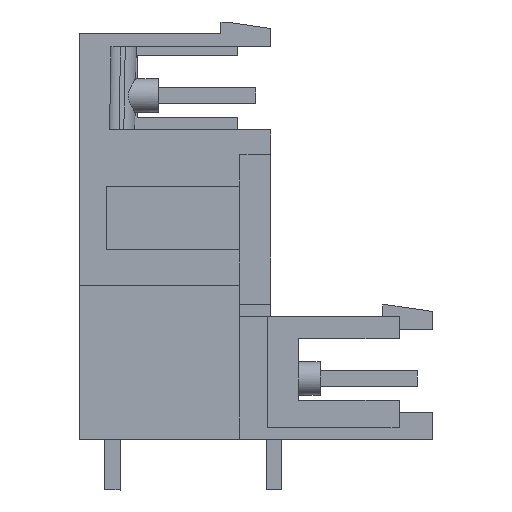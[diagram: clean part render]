
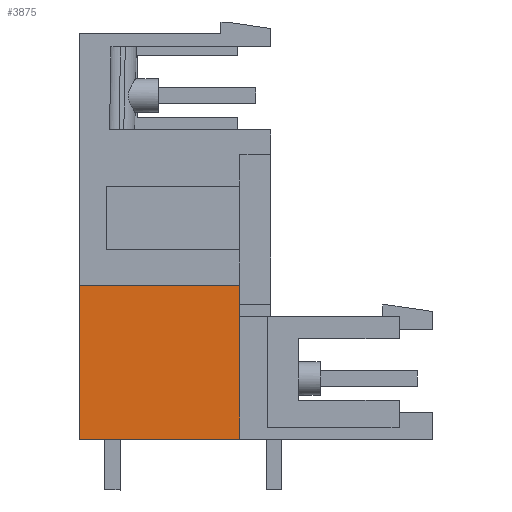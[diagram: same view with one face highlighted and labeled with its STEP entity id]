
A CAD part, left-side view. The second image highlights one B-rep face of the part: STEP entity #3875.
In plain terms, the highlighted planar face has unit normal (-1, 0, 0).
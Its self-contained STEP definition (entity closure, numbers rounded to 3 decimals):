
#3855=AXIS2_PLACEMENT_3D('Plane Axis2P3D',#3852,#3853,#3854) ;
#1752=CARTESIAN_POINT('Vertex',(1.54,12.1,3.2)) ;
#1755=CARTESIAN_POINT('Line Origine',(1.54,17.13,3.2)) ;
#1759=CARTESIAN_POINT('Vertex',(1.54,22.16,3.2)) ;
#3831=CARTESIAN_POINT('Line Origine',(1.54,22.16,8.025)) ;
#3835=CARTESIAN_POINT('Vertex',(1.54,22.16,12.85)) ;
#3852=CARTESIAN_POINT('Axis2P3D Location',(1.54,12.1,3.2)) ;
#3857=CARTESIAN_POINT('Line Origine',(1.54,12.1,8.025)) ;
#3861=CARTESIAN_POINT('Vertex',(1.54,12.1,12.85)) ;
#3864=CARTESIAN_POINT('Line Origine',(1.54,17.13,12.85)) ;
#1756=DIRECTION('Vector Direction',(0.,1.,0.)) ;
#3832=DIRECTION('Vector Direction',(0.,0.,1.)) ;
#3853=DIRECTION('Axis2P3D Direction',(-1.,0.,0.)) ;
#3854=DIRECTION('Axis2P3D XDirection',(0.,0.,1.)) ;
#3858=DIRECTION('Vector Direction',(0.,0.,1.)) ;
#3865=DIRECTION('Vector Direction',(0.,1.,0.)) ;
#1757=VECTOR('Line Direction',#1756,1.) ;
#3833=VECTOR('Line Direction',#3832,1.) ;
#3859=VECTOR('Line Direction',#3858,1.) ;
#3866=VECTOR('Line Direction',#3865,1.) ;
#3870=ORIENTED_EDGE('',*,*,#1761,.F.) ;
#3871=ORIENTED_EDGE('',*,*,#3863,.T.) ;
#3872=ORIENTED_EDGE('',*,*,#3868,.T.) ;
#3873=ORIENTED_EDGE('',*,*,#3837,.F.) ;
#3875=ADVANCED_FACE('HOUSING',(#3874),#3856,.T.) ;
#1761=EDGE_CURVE('',#1753,#1760,#1758,.T.) ;
#3837=EDGE_CURVE('',#1760,#3836,#3834,.T.) ;
#3863=EDGE_CURVE('',#1753,#3862,#3860,.T.) ;
#3868=EDGE_CURVE('',#3862,#3836,#3867,.T.) ;
#3869=EDGE_LOOP('',(#3870,#3871,#3872,#3873)) ;
#3874=FACE_OUTER_BOUND('',#3869,.T.) ;
#1758=LINE('Line',#1755,#1757) ;
#3834=LINE('Line',#3831,#3833) ;
#3860=LINE('Line',#3857,#3859) ;
#3867=LINE('Line',#3864,#3866) ;
#3856=PLANE('',#3855) ;
#1753=VERTEX_POINT('',#1752) ;
#1760=VERTEX_POINT('',#1759) ;
#3836=VERTEX_POINT('',#3835) ;
#3862=VERTEX_POINT('',#3861) ;
